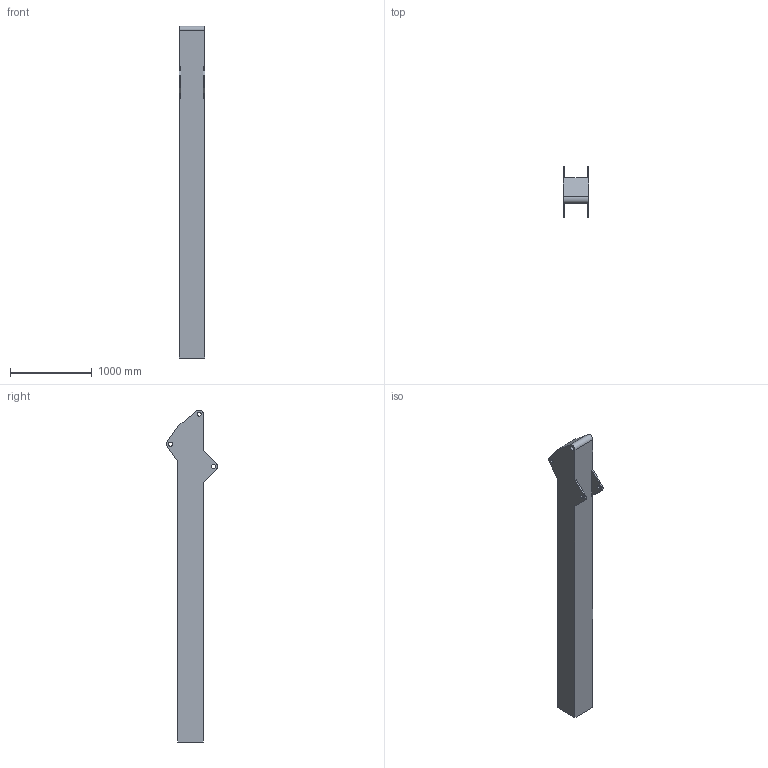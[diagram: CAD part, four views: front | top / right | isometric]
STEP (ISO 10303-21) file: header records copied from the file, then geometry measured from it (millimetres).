
FILE_DESCRIPTION (( 'STEP AP203' ), '1' );
FILE_NAME ('drugi_clanak_Default_sldprt.STEP', '2019-03-25T19:16:32', ( '' ), ( '' ), 'SwSTEP 2.0', 'SolidWorks 2018', '' );
FILE_SCHEMA (( 'CONFIG_CONTROL_DESIGN' ));
Length unit declared in the file: millimetre
Products named in the file (1): drugi_clanak_Default_sldprt
Bounding box: 310 x 624.81 x 4050 mm (x, y, z)
Volume: 103574618.1 mm3; surface area: 9595805.8 mm2
Topology: 1 solids, 1 shells, 38 faces, 103 edges, 68 vertices
Faces by surface type: plane 23, cylinder 15
Entity records: 1298 total; most frequent: DIRECTION 211, CARTESIAN_POINT 210, ORIENTED_EDGE 206, EDGE_CURVE 103, VECTOR 73, LINE 73, AXIS2_PLACEMENT_3D 69, VERTEX_POINT 68
